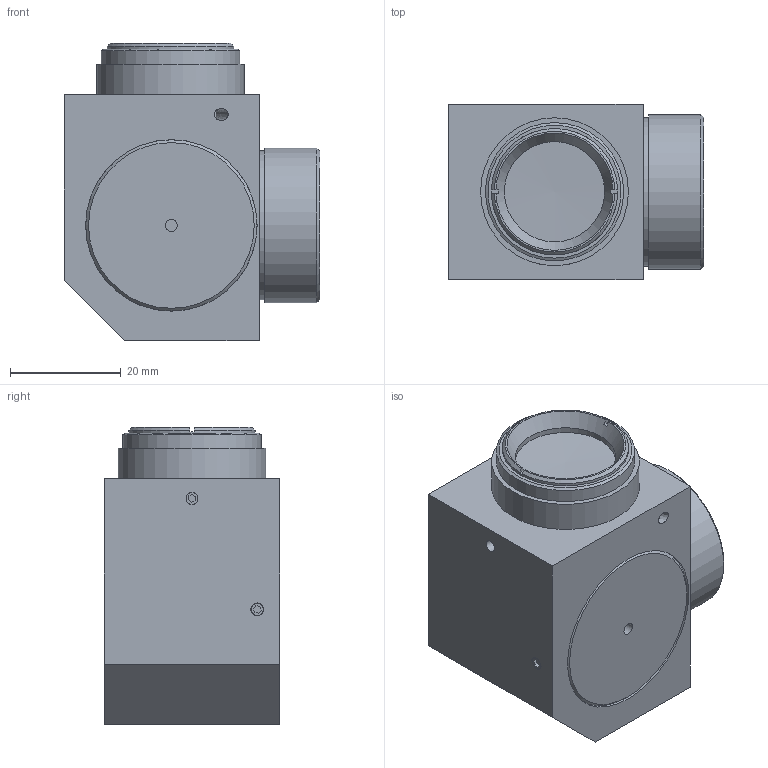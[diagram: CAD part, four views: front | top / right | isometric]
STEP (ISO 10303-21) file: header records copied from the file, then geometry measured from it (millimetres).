
FILE_DESCRIPTION((''),'2;1');
FILE_NAME('61595_0.stp','2010-01-04T14:42:15',('EVANS'),(''),'Autodesk Inventor 2010','Autodesk Inventor 2010','');
FILE_SCHEMA(('AUTOMOTIVE_DESIGN { 1 0 10303 214 1 1 1 1 }'));
Length unit declared in the file: inch
Products named in the file (13): Assembly1 (LevelofDetail1); 61595.iam (~1); 60870; 60872; 61218; 60114; 60114A; 60114B; 60121; 60169; 7001; 7015; 7106
Assembly tree (17 placements, depth 4):
  Assembly1 (LevelofDetail1)
    61595.iam (~1)
      60870
      60872
      61218
      60114
        60114A
        60114B
      60121
      60169
      7001
      7015  x5
      7106  x2
Bounding box: 46.23 x 31.75 x 53.74 mm (x, y, z)
Volume: 40607.5 mm3; surface area: 23995.5 mm2
Topology: 15 solids, 15 shells, 201 faces, 440 edges, 286 vertices
Faces by surface type: plane 108, cone 36, cylinder 34, bspline 22, sphere 1
Full cylindrical faces by diameter (mm): 2.845 x10, 4.648 x2, 18.009 x1, 18.136 x1, 19.279 x1, 20.54 x1, 21 x1, 21.031 x1, 21.336 x1, 22.225 x1, 22.86 x1, 23.8 x2, 23.825 x1, 25 x2, 25.4 x1, 26.746 x1, 26.949 x1, 27.965 x1, 29.591 x1, 30.988 x1, 31.013 x1
Entity records: 4126 total; most frequent: CARTESIAN_POINT 1177, DIRECTION 561, ORIENTED_EDGE 418, AXIS2_PLACEMENT_3D 240, EDGE_LOOP 231, EDGE_CURVE 209, VERTEX_POINT 170, FACE_OUTER_BOUND 132
